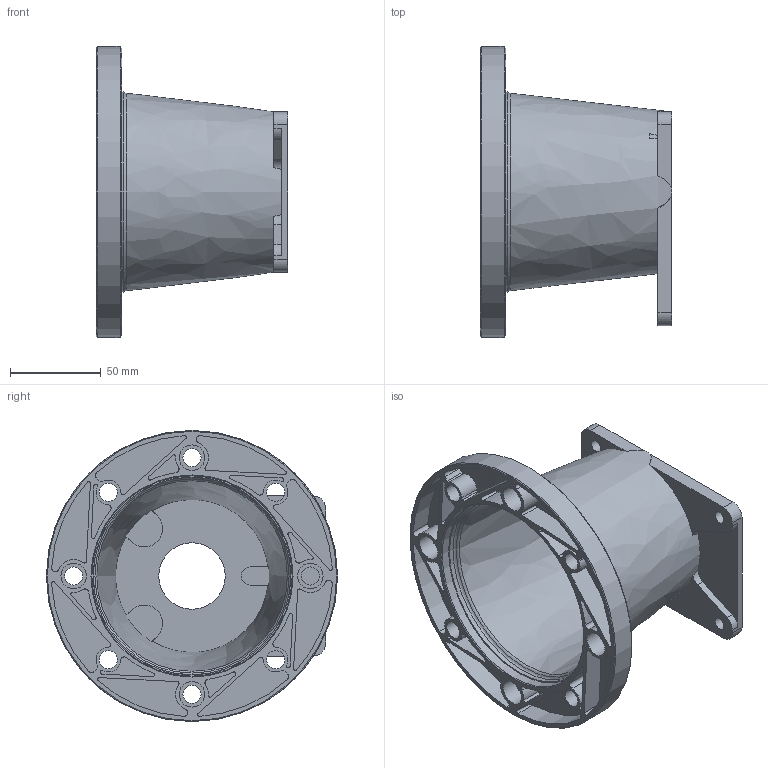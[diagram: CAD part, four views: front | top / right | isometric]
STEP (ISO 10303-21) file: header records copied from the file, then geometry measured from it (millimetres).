
FILE_DESCRIPTION(('STEP AP203'),'2;1');
FILE_NAME('L1609.stp','2017-09-11T14:40:15',(''),(''),'2016.1.120','THINKDESIGN','');
FILE_SCHEMA(('CONFIG_CONTROL_DESIGN'));
Length unit declared in the file: millimetre
Bounding box: 105 x 160 x 160 mm (x, y, z)
Volume: 183545.2 mm3; surface area: 126681.1 mm2
Topology: 1 solids, 1 shells, 212 faces, 611 edges, 422 vertices
Faces by surface type: cylinder 124, plane 70, bspline 18
Full cylindrical faces by diameter (mm): 7 x4, 10 x8, 14 x4, 36.5 x1, 110 x2, 160 x1
Entity records: 8634 total; most frequent: CARTESIAN_POINT 2639, DIRECTION 1314, ORIENTED_EDGE 1222, EDGE_CURVE 611, AXIS2_PLACEMENT_3D 535, VERTEX_POINT 422, CIRCLE 341, EDGE_LOOP 259
